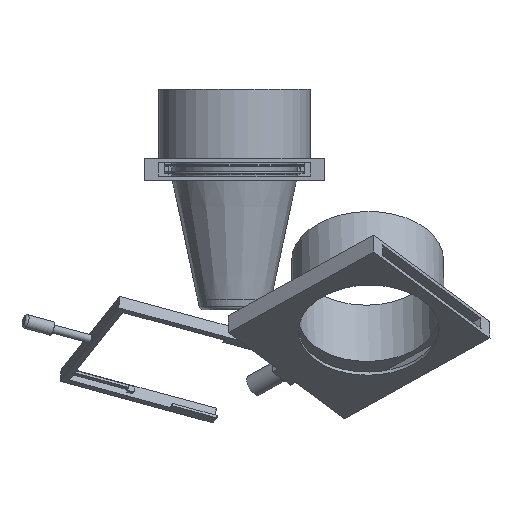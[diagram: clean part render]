
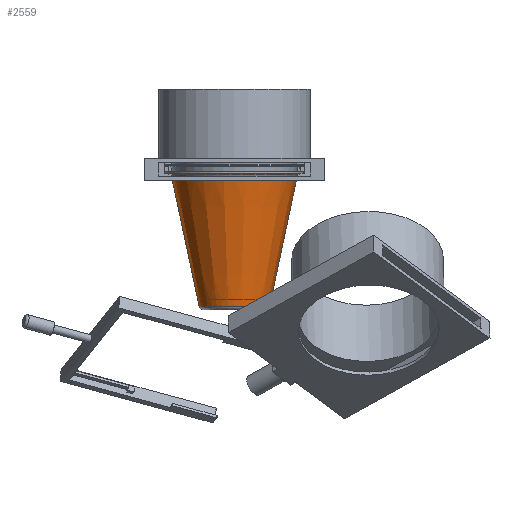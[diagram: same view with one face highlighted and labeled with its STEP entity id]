
A CAD part, top view. The second image highlights one B-rep face of the part: STEP entity #2559.
In plain terms, the highlighted conical face has half-angle 12 degrees and reference radius 35.508 mm.
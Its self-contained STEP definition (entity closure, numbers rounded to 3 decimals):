
#2528=CARTESIAN_POINT('',(45.847,98.08,0.));
#2529=VERTEX_POINT('',#2528);
#2530=CARTESIAN_POINT('',(0.0,98.08,0.));
#2531=DIRECTION('',(0.0,1.0,0.0));
#2532=DIRECTION('',(-1.0,0.0,0.0));
#2533=AXIS2_PLACEMENT_3D('',#2530,#2531,#2532);
#2534=CIRCLE('',#2533,45.847);
#2535=EDGE_CURVE('',#2529,#2529,#2534,.T.);
#2540=CARTESIAN_POINT('',(0.0,49.436,0.0));
#2541=DIRECTION('',(0.0,1.0,0.0));
#2542=DIRECTION('',(1.0,0.0,0.0));
#2543=AXIS2_PLACEMENT_3D('',#2540,#2541,#2542);
#2544=CONICAL_SURFACE('',#2543,35.508,12.);
#2545=CARTESIAN_POINT('',(25.505,2.376,0.0));
#2546=VERTEX_POINT('',#2545);
#2547=CARTESIAN_POINT('',(0.0,2.376,0.));
#2548=DIRECTION('',(0.0,-1.0,0.0));
#2549=DIRECTION('',(-1.0,0.0,0.0));
#2550=AXIS2_PLACEMENT_3D('',#2547,#2548,#2549);
#2551=CIRCLE('',#2550,25.505);
#2552=EDGE_CURVE('',#2546,#2546,#2551,.T.);
#2553=ORIENTED_EDGE('',*,*,#2552,.F.);
#2554=EDGE_LOOP('',(#2553));
#2555=FACE_OUTER_BOUND('',#2554,.T.);
#2556=ORIENTED_EDGE('',*,*,#2535,.F.);
#2557=EDGE_LOOP('',(#2556));
#2558=FACE_BOUND('',#2557,.T.);
#2559=ADVANCED_FACE('',(#2555,#2558),#2544,.T.);
